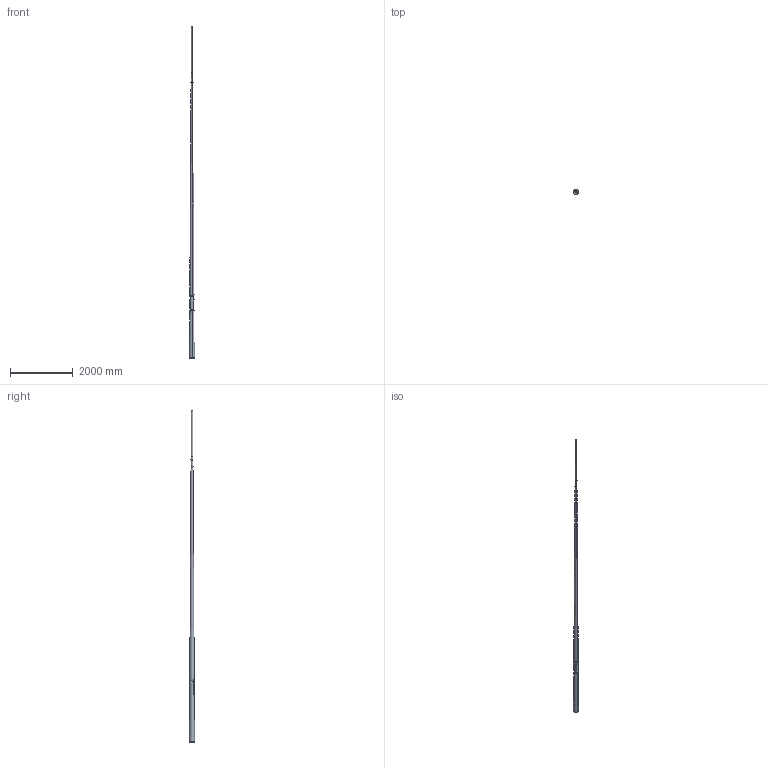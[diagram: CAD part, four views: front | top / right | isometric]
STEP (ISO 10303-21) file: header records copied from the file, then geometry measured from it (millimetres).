
FILE_DESCRIPTION (( 'STEP AP214' ), '1' );
FILE_NAME ('100510KGXS S100B110K 4607824 S-VARTINEN KARTIOPYLVÄS_3D.step', '2022-05-29T18:55:10', ( '' ), ( '' ), 'SwSTEP 2.0', 'SolidWorks 2021', '' );
FILE_SCHEMA (( 'AUTOMOTIVE_DESIGN' ));
Length unit declared in the file: millimetre
Products named in the file (11): KYTKENTÄAUKON LUUKKU_60-168-3-9100; KARTIORUNKO_B110K; PIDÄTINRUUVI DIN 914 - M10_DIN 914 - M10 x 16-N; LATTA 5X16X460 KYTKENTÄAUKON VAHVIKE_C 1; S-KARTIOVARSI_S100BK; KARTIOAIHIO_60-168-3-9100; socket head cap screw_din_DIN 912 M6 x 16 --- 16N; 100510KGXS S100B110K 4607824 S-VARTINEN KARTIOPYLVÄS_3D; KYTKENTÄAUKON LATTARAUTA_LATTA 4X20X100; VARREN NEOPREN-TIIVISTE_D50X4; PIDÄTINRUUVI DIN 914 - M10_DIN 914 - M10 x 10-N
Assembly tree (19 placements, depth 3):
  100510KGXS S100B110K 4607824 S-VARTINEN KARTIOPYLVÄS_3D
    KARTIORUNKO_B110K
      KARTIOAIHIO_60-168-3-9100
      socket head cap screw_din_DIN 912 M6 x 16 --- 16N  x4
      LATTA 5X16X460 KYTKENTÄAUKON VAHVIKE_C 1  x2
      KYTKENTÄAUKON LATTARAUTA_LATTA 4X20X100  x2
      KYTKENTÄAUKON LUUKKU_60-168-3-9100
      PIDÄTINRUUVI DIN 914 - M10_DIN 914 - M10 x 10-N  x5
      PIDÄTINRUUVI DIN 914 - M10_DIN 914 - M10 x 16-N
    S-KARTIOVARSI_S100BK
    VARREN NEOPREN-TIIVISTE_D50X4
Bounding box: 168 x 168 x 10600 mm (x, y, z)
Volume: 10469161.6 mm3; surface area: 7064515.1 mm2
Topology: 19 solids, 19 shells, 339 faces, 803 edges, 494 vertices
Faces by surface type: plane 156, cylinder 84, cone 59, torus 28, bspline 12
Entity records: 8730 total; most frequent: CARTESIAN_POINT 3652, ORIENTED_EDGE 938, DIRECTION 874, EDGE_CURVE 469, AXIS2_PLACEMENT_3D 334, VERTEX_POINT 295, VECTOR 206, LINE 206
